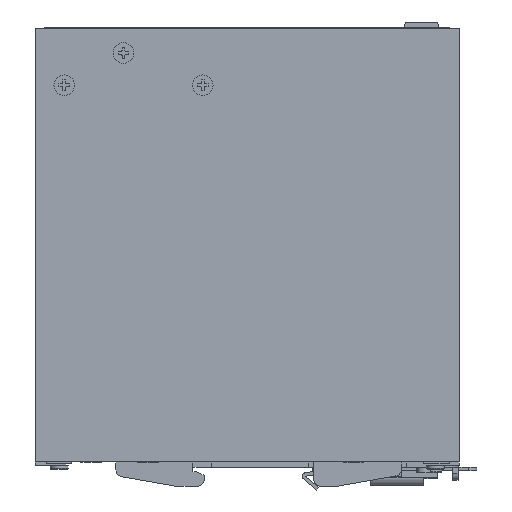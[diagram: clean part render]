
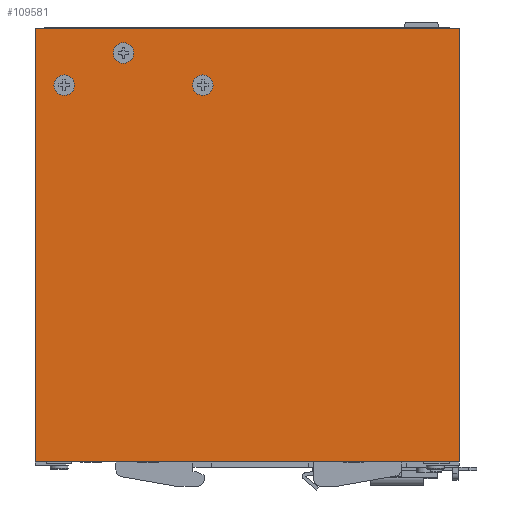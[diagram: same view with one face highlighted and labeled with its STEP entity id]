
A CAD part, left-side view. The second image highlights one B-rep face of the part: STEP entity #109581.
In plain terms, the highlighted planar face has unit normal (-1, 0, 0).
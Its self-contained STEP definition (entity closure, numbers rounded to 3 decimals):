
#305=LINE('',#150824,#15780);
#705=LINE('',#151817,#16180);
#2837=LINE('',#156156,#18312);
#5256=LINE('',#161009,#20731);
#15780=VECTOR('',#122288,1000.);
#16180=VECTOR('',#122950,1000.);
#18312=VECTOR('',#125246,1000.);
#20731=VECTOR('',#127685,1000.);
#36451=ORIENTED_EDGE('',*,*,#67994,.F.);
#36452=ORIENTED_EDGE('',*,*,#67995,.F.);
#36453=ORIENTED_EDGE('',*,*,#67996,.F.);
#36454=ORIENTED_EDGE('',*,*,#67997,.F.);
#36455=ORIENTED_EDGE('',*,*,#65570,.F.);
#36456=ORIENTED_EDGE('',*,*,#62914,.F.);
#36457=ORIENTED_EDGE('',*,*,#63400,.F.);
#62914=EDGE_CURVE('',#78730,#78731,#305,.T.);
#63400=EDGE_CURVE('',#79192,#78730,#705,.T.);
#65570=EDGE_CURVE('',#78731,#81318,#2837,.T.);
#67994=EDGE_CURVE('',#83739,#83739,#89298,.F.);
#67995=EDGE_CURVE('',#83740,#83740,#89299,.F.);
#67996=EDGE_CURVE('',#83741,#83741,#89300,.F.);
#67997=EDGE_CURVE('',#81318,#79192,#5256,.T.);
#78730=VERTEX_POINT('',#150823);
#78731=VERTEX_POINT('',#150825);
#79192=VERTEX_POINT('',#151816);
#81318=VERTEX_POINT('',#156157);
#83739=VERTEX_POINT('',#161004);
#83740=VERTEX_POINT('',#161006);
#83741=VERTEX_POINT('',#161008);
#89298=CIRCLE('',#115879,3.);
#89299=CIRCLE('',#115880,3.);
#89300=CIRCLE('',#115881,3.);
#90375=EDGE_LOOP('',(#36451));
#90376=EDGE_LOOP('',(#36452));
#90377=EDGE_LOOP('',(#36453));
#90378=EDGE_LOOP('',(#36454,#36455,#36456,#36457));
#97396=FACE_BOUND('',#90375,.T.);
#97397=FACE_BOUND('',#90376,.T.);
#97398=FACE_BOUND('',#90377,.T.);
#97399=FACE_BOUND('',#90378,.T.);
#103620=PLANE('',#115878);
#109581=ADVANCED_FACE('',(#97396,#97397,#97398,#97399),#103620,.F.);
#115878=AXIS2_PLACEMENT_3D('',#161002,#127677,#127678);
#115879=AXIS2_PLACEMENT_3D('',#161003,#127679,#127680);
#115880=AXIS2_PLACEMENT_3D('',#161005,#127681,#127682);
#115881=AXIS2_PLACEMENT_3D('',#161007,#127683,#127684);
#122288=DIRECTION('',(0.,1.,0.));
#122950=DIRECTION('',(0.,0.,-1.));
#125246=DIRECTION('',(0.,0.,1.));
#127677=DIRECTION('',(1.,0.,0.));
#127678=DIRECTION('',(0.,0.,-1.));
#127679=DIRECTION('',(1.,0.,0.));
#127680=DIRECTION('',(0.,0.,-1.));
#127681=DIRECTION('',(1.,0.,0.));
#127682=DIRECTION('',(0.,0.,-1.));
#127683=DIRECTION('',(1.,0.,0.));
#127684=DIRECTION('',(0.,0.,-1.));
#127685=DIRECTION('',(0.,-1.,0.));
#150823=CARTESIAN_POINT('',(-55.,0.,0.));
#150824=CARTESIAN_POINT('',(-55.,0.,0.));
#150825=CARTESIAN_POINT('',(-55.,124.,0.));
#151816=CARTESIAN_POINT('',(-55.,0.,126.8));
#151817=CARTESIAN_POINT('',(-55.,0.,127.1));
#156156=CARTESIAN_POINT('',(-55.,124.,0.));
#156157=CARTESIAN_POINT('',(-55.,124.,126.8));
#161002=CARTESIAN_POINT('',(-55.,0.,0.));
#161003=CARTESIAN_POINT('',(-55.,75.,110.13));
#161004=CARTESIAN_POINT('',(-55.,75.,107.13));
#161005=CARTESIAN_POINT('',(-55.,98.2,119.53));
#161006=CARTESIAN_POINT('',(-55.,98.2,116.53));
#161007=CARTESIAN_POINT('',(-55.,115.5,110.13));
#161008=CARTESIAN_POINT('',(-55.,115.5,107.13));
#161009=CARTESIAN_POINT('',(-55.,0.,126.8));
